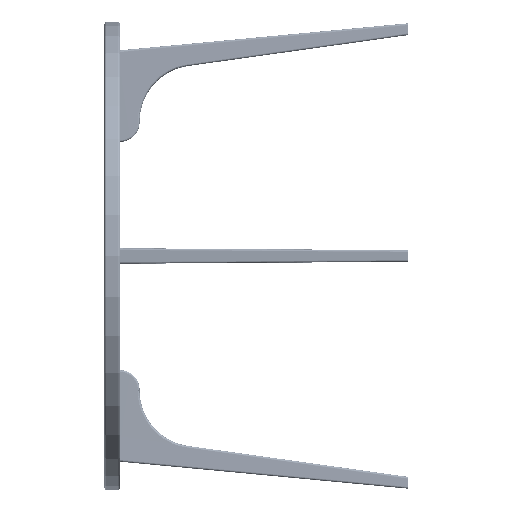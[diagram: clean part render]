
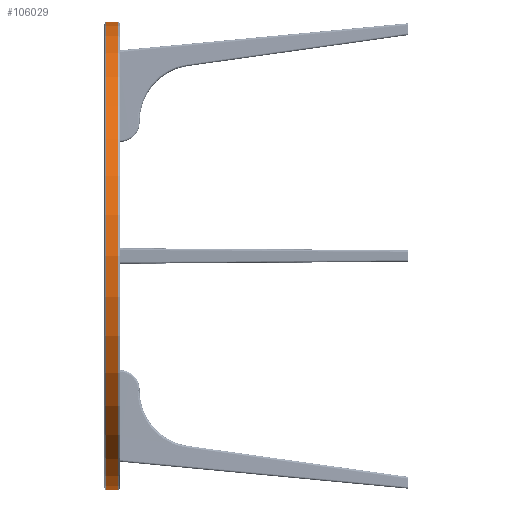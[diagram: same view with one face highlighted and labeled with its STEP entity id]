
A CAD part, left-side view. The second image highlights one B-rep face of the part: STEP entity #106029.
In plain terms, the highlighted cylindrical face has radius 600 mm (diameter 1200 mm), a partial arc.
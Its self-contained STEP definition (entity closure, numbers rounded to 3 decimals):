
#1020 = CARTESIAN_POINT ( 'NONE',  ( 0., 40., 0. ) ) ;
#1181 = CARTESIAN_POINT ( 'NONE',  ( 0., 35., 600. ) ) ;
#6299 = LINE ( 'NONE', #55249, #115570 ) ;
#10962 = VERTEX_POINT ( 'NONE', #257338 ) ;
#22358 = CARTESIAN_POINT ( 'NONE',  ( 0., 35., 0. ) ) ;
#49074 = CARTESIAN_POINT ( 'NONE',  ( 0., 5., -600. ) ) ;
#55249 = CARTESIAN_POINT ( 'NONE',  ( 0., 40., -600. ) ) ;
#75372 = LINE ( 'NONE', #228901, #330613 ) ;
#84277 = CARTESIAN_POINT ( 'NONE',  ( 0., 5., 600. ) ) ;
#106029 = ADVANCED_FACE ( 'NONE', ( #232181 ), #286125, .T. ) ;
#110947 = DIRECTION ( 'NONE',  ( 0., -1., 0. ) ) ;
#111114 = DIRECTION ( 'NONE',  ( 0., 1., 0. ) ) ;
#115570 = VECTOR ( 'NONE', #110947, 1000. ) ;
#125316 = DIRECTION ( 'NONE',  ( 0., -1., 0. ) ) ;
#147352 = DIRECTION ( 'NONE',  ( 0., 0., 1. ) ) ;
#147584 = VERTEX_POINT ( 'NONE', #84277 ) ;
#153256 = EDGE_LOOP ( 'NONE', ( #256360, #163972, #326715, #167290 ) ) ;
#163972 = ORIENTED_EDGE ( 'NONE', *, *, #234182, .T. ) ;
#167290 = ORIENTED_EDGE ( 'NONE', *, *, #262161, .T. ) ;
#198372 = AXIS2_PLACEMENT_3D ( 'NONE', #22358, #125316, #147352 ) ;
#203329 = EDGE_CURVE ( 'NONE', #268246, #147584, #75372, .T. ) ;
#206898 = DIRECTION ( 'NONE',  ( 0., -1., 0. ) ) ;
#227250 = DIRECTION ( 'NONE',  ( 0., -1., 0. ) ) ;
#228270 = EDGE_CURVE ( 'NONE', #10962, #295535, #6299, .T. ) ;
#228901 = CARTESIAN_POINT ( 'NONE',  ( 0., 40., 600. ) ) ;
#232181 = FACE_OUTER_BOUND ( 'NONE', #153256, .T. ) ;
#234182 = EDGE_CURVE ( 'NONE', #268246, #10962, #300700, .T. ) ;
#245073 = AXIS2_PLACEMENT_3D ( 'NONE', #1020, #206898, #309778 ) ;
#253733 = CIRCLE ( 'NONE', #269886, 600. ) ;
#256360 = ORIENTED_EDGE ( 'NONE', *, *, #203329, .F. ) ;
#257338 = CARTESIAN_POINT ( 'NONE',  ( 0., 35., -600. ) ) ;
#262161 = EDGE_CURVE ( 'NONE', #295535, #147584, #253733, .T. ) ;
#264596 = DIRECTION ( 'NONE',  ( 0., 0., 1. ) ) ;
#268246 = VERTEX_POINT ( 'NONE', #1181 ) ;
#269886 = AXIS2_PLACEMENT_3D ( 'NONE', #308544, #111114, #264596 ) ;
#286125 = CYLINDRICAL_SURFACE ( 'NONE', #245073, 600. ) ;
#295535 = VERTEX_POINT ( 'NONE', #49074 ) ;
#300700 = CIRCLE ( 'NONE', #198372, 600. ) ;
#308544 = CARTESIAN_POINT ( 'NONE',  ( 0., 5., 0. ) ) ;
#309778 = DIRECTION ( 'NONE',  ( 0., 0., -1. ) ) ;
#326715 = ORIENTED_EDGE ( 'NONE', *, *, #228270, .T. ) ;
#330613 = VECTOR ( 'NONE', #227250, 1000. ) ;
